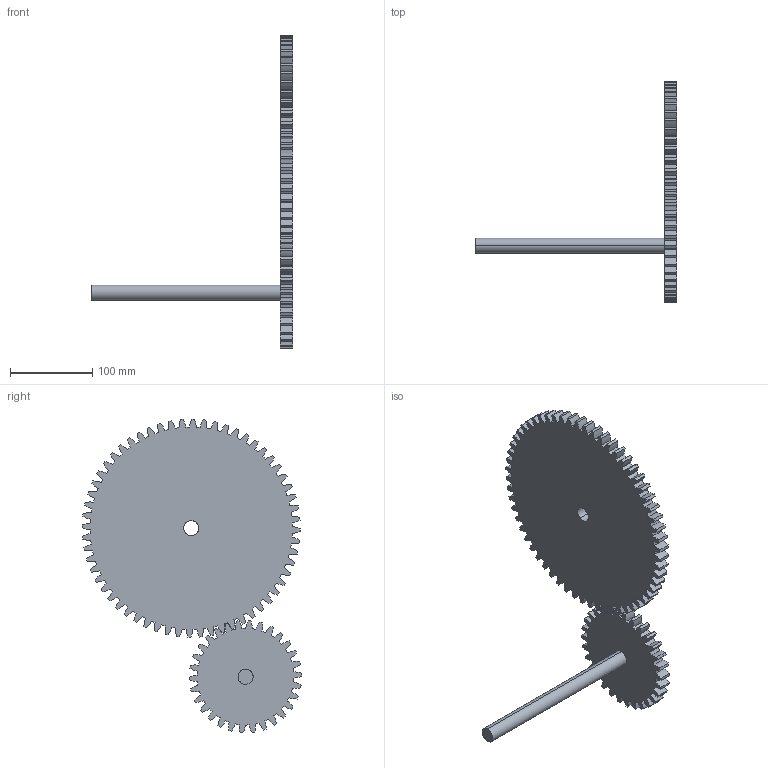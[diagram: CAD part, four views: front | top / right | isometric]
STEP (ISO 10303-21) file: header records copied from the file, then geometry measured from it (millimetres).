
FILE_DESCRIPTION(('FreeCAD Model'),'2;1');
FILE_NAME('Open CASCADE Shape Model','2025-05-02T16:45:18',('FreeCAD'),( 'FreeCAD'),'Open CASCADE STEP processor 7.6','FreeCAD','Unknown');
FILE_SCHEMA(('AUTOMOTIVE_DESIGN { 1 0 10303 214 1 1 1 1 }'));
Length unit declared in the file: millimetre
Products named in the file (1): Open CASCADE STEP translator 7.6 1
Bounding box: 243.94 x 266.38 x 380.48 mm (x, y, z)
Volume: 985732.5 mm3; surface area: 179014.7 mm2
Topology: 3 solids, 3 shells, 382 faces, 1128 edges, 752 vertices
Faces by surface type: bspline 382
Entity records: 11782 total; most frequent: CARTESIAN_POINT 6089, ORIENTED_EDGE 2256, EDGE_CURVE 1128, VERTEX_POINT 752, FACE_BOUND 386, EDGE_LOOP 386, ADVANCED_FACE 382, B_SPLINE_CURVE_WITH_KNOTS 376
